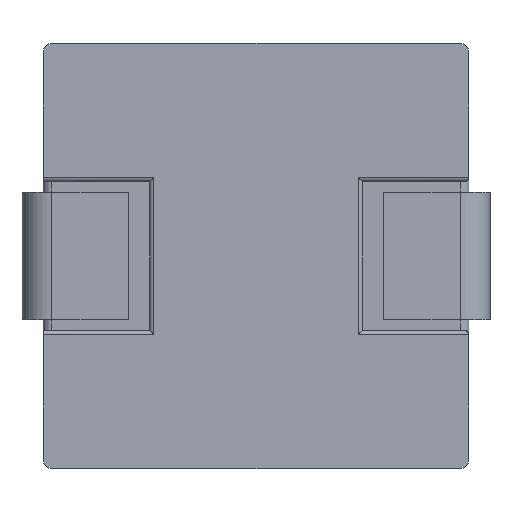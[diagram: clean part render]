
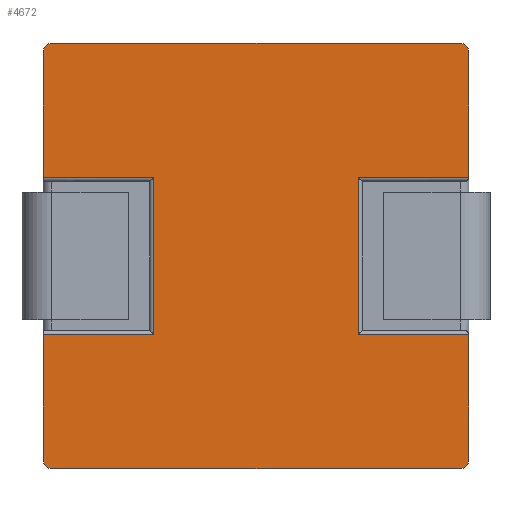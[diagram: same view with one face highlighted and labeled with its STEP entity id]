
A CAD part, front view. The second image highlights one B-rep face of the part: STEP entity #4672.
In plain terms, the highlighted planar face has unit normal (0, -1, 0).
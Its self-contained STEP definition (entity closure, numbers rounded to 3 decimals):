
#39 = CARTESIAN_POINT ( 'NONE',  ( 4.8, 0., -5. ) ) ;
#84 = VERTEX_POINT ( 'NONE', #7757 ) ;
#195 = VERTEX_POINT ( 'NONE', #4163 ) ;
#240 = DIRECTION ( 'NONE',  ( 0., -1., 0. ) ) ;
#241 = EDGE_CURVE ( 'NONE', #6874, #5230, #9891, .T. ) ;
#364 = ORIENTED_EDGE ( 'NONE', *, *, #3092, .T. ) ;
#390 = VECTOR ( 'NONE', #5870, 1000. ) ;
#392 = DIRECTION ( 'NONE',  ( -1., 0., 0. ) ) ;
#589 = VERTEX_POINT ( 'NONE', #5363 ) ;
#609 = DIRECTION ( 'NONE',  ( 0., 0., -1. ) ) ;
#617 = AXIS2_PLACEMENT_3D ( 'NONE', #894, #6446, #1721 ) ;
#894 = CARTESIAN_POINT ( 'NONE',  ( -4.8, 0., -4.8 ) ) ;
#913 = CARTESIAN_POINT ( 'NONE',  ( -5., 0., -5. ) ) ;
#953 = VERTEX_POINT ( 'NONE', #2211 ) ;
#1007 = ORIENTED_EDGE ( 'NONE', *, *, #241, .T. ) ;
#1132 = CARTESIAN_POINT ( 'NONE',  ( -4.8, 0., 4.8 ) ) ;
#1652 = EDGE_CURVE ( 'NONE', #5860, #1971, #3148, .T. ) ;
#1700 = DIRECTION ( 'NONE',  ( 0., 0., -1. ) ) ;
#1721 = DIRECTION ( 'NONE',  ( 0., 0., 1. ) ) ;
#1783 = CARTESIAN_POINT ( 'NONE',  ( 5., 0., 1.85 ) ) ;
#1891 = EDGE_LOOP ( 'NONE', ( #3026, #364, #9992, #4920, #7591, #7264, #7628, #1978, #2836, #9306, #6724, #9809, #5834, #8236, #5946, #1007 ) ) ;
#1913 = CARTESIAN_POINT ( 'NONE',  ( -5., 0., -1.85 ) ) ;
#1959 = DIRECTION ( 'NONE',  ( 0., 0., 1. ) ) ;
#1971 = VERTEX_POINT ( 'NONE', #2377 ) ;
#1978 = ORIENTED_EDGE ( 'NONE', *, *, #7952, .T. ) ;
#2131 = EDGE_CURVE ( 'NONE', #7280, #3333, #7256, .T. ) ;
#2195 = DIRECTION ( 'NONE',  ( 0., 0., -1. ) ) ;
#2211 = CARTESIAN_POINT ( 'NONE',  ( 2.4, 0., -1.85 ) ) ;
#2377 = CARTESIAN_POINT ( 'NONE',  ( -2.4, 0., -1.85 ) ) ;
#2382 = CARTESIAN_POINT ( 'NONE',  ( 0., 0., 1.85 ) ) ;
#2487 = CARTESIAN_POINT ( 'NONE',  ( 2.4, 0., 1.85 ) ) ;
#2696 = CARTESIAN_POINT ( 'NONE',  ( 5., 0., -1.85 ) ) ;
#2774 = LINE ( 'NONE', #6635, #390 ) ;
#2836 = ORIENTED_EDGE ( 'NONE', *, *, #4715, .F. ) ;
#2880 = VECTOR ( 'NONE', #6468, 1000. ) ;
#2893 = EDGE_CURVE ( 'NONE', #4167, #3333, #3927, .T. ) ;
#2940 = CARTESIAN_POINT ( 'NONE',  ( 5., 0., 4.8 ) ) ;
#2941 = CARTESIAN_POINT ( 'NONE',  ( 0., 0., 1.85 ) ) ;
#3026 = ORIENTED_EDGE ( 'NONE', *, *, #5183, .F. ) ;
#3092 = EDGE_CURVE ( 'NONE', #7469, #953, #4034, .T. ) ;
#3130 = DIRECTION ( 'NONE',  ( 0., 0., 1. ) ) ;
#3148 = LINE ( 'NONE', #5275, #6846 ) ;
#3165 = CARTESIAN_POINT ( 'NONE',  ( -4.8, 0., 5. ) ) ;
#3333 = VERTEX_POINT ( 'NONE', #1783 ) ;
#3368 = LINE ( 'NONE', #9619, #7567 ) ;
#3709 = AXIS2_PLACEMENT_3D ( 'NONE', #5004, #240, #5795 ) ;
#3714 = CARTESIAN_POINT ( 'NONE',  ( -5., 0., 4.8 ) ) ;
#3882 = EDGE_CURVE ( 'NONE', #4167, #195, #6979, .T. ) ;
#3927 = LINE ( 'NONE', #9398, #9762 ) ;
#3932 = EDGE_CURVE ( 'NONE', #1971, #5882, #2774, .T. ) ;
#4034 = LINE ( 'NONE', #7774, #6364 ) ;
#4035 = PLANE ( 'NONE',  #4352 ) ;
#4163 = CARTESIAN_POINT ( 'NONE',  ( 4.8, 0., 5. ) ) ;
#4167 = VERTEX_POINT ( 'NONE', #2940 ) ;
#4231 = LINE ( 'NONE', #9902, #7940 ) ;
#4352 = AXIS2_PLACEMENT_3D ( 'NONE', #8744, #9590, #4810 ) ;
#4369 = AXIS2_PLACEMENT_3D ( 'NONE', #1132, #6685, #1959 ) ;
#4441 = DIRECTION ( 'NONE',  ( 1., 0., 0. ) ) ;
#4628 = CARTESIAN_POINT ( 'NONE',  ( -5., 0., 5. ) ) ;
#4672 = ADVANCED_FACE ( 'NONE', ( #9466 ), #4035, .F. ) ;
#4680 = DIRECTION ( 'NONE',  ( 0., -1., 0. ) ) ;
#4715 = EDGE_CURVE ( 'NONE', #9258, #8070, #8711, .T. ) ;
#4810 = DIRECTION ( 'NONE',  ( 0., 0., 1. ) ) ;
#4920 = ORIENTED_EDGE ( 'NONE', *, *, #2131, .T. ) ;
#4996 = VERTEX_POINT ( 'NONE', #3165 ) ;
#5004 = CARTESIAN_POINT ( 'NONE',  ( 4.8, 0., 4.8 ) ) ;
#5183 = EDGE_CURVE ( 'NONE', #7469, #5230, #3368, .T. ) ;
#5230 = VERTEX_POINT ( 'NONE', #8106 ) ;
#5275 = CARTESIAN_POINT ( 'NONE',  ( -2.4, 0., 0. ) ) ;
#5337 = CIRCLE ( 'NONE', #4369, 0.2 ) ;
#5363 = CARTESIAN_POINT ( 'NONE',  ( -5., 0., -4.8 ) ) ;
#5391 = VECTOR ( 'NONE', #4441, 1000. ) ;
#5461 = LINE ( 'NONE', #7878, #9458 ) ;
#5670 = LINE ( 'NONE', #2382, #9665 ) ;
#5795 = DIRECTION ( 'NONE',  ( 0., 0., 1. ) ) ;
#5813 = CARTESIAN_POINT ( 'NONE',  ( -2.4, 0., 1.85 ) ) ;
#5830 = DIRECTION ( 'NONE',  ( 0., 0., 1. ) ) ;
#5834 = ORIENTED_EDGE ( 'NONE', *, *, #8266, .F. ) ;
#5860 = VERTEX_POINT ( 'NONE', #5813 ) ;
#5870 = DIRECTION ( 'NONE',  ( -1., 0., 0. ) ) ;
#5882 = VERTEX_POINT ( 'NONE', #1913 ) ;
#5946 = ORIENTED_EDGE ( 'NONE', *, *, #6075, .F. ) ;
#5957 = LINE ( 'NONE', #4628, #7825 ) ;
#6075 = EDGE_CURVE ( 'NONE', #6874, #84, #4231, .T. ) ;
#6364 = VECTOR ( 'NONE', #8480, 1000. ) ;
#6446 = DIRECTION ( 'NONE',  ( 0., -1., 0. ) ) ;
#6468 = DIRECTION ( 'NONE',  ( 0., 0., 1. ) ) ;
#6635 = CARTESIAN_POINT ( 'NONE',  ( 0., 0., -1.85 ) ) ;
#6637 = CARTESIAN_POINT ( 'NONE',  ( 2.4, 0., 0. ) ) ;
#6685 = DIRECTION ( 'NONE',  ( 0., -1., 0. ) ) ;
#6724 = ORIENTED_EDGE ( 'NONE', *, *, #1652, .T. ) ;
#6846 = VECTOR ( 'NONE', #2195, 1000. ) ;
#6874 = VERTEX_POINT ( 'NONE', #39 ) ;
#6979 = CIRCLE ( 'NONE', #3709, 0.2 ) ;
#7172 = CARTESIAN_POINT ( 'NONE',  ( -5., 0., 1.85 ) ) ;
#7256 = LINE ( 'NONE', #2941, #5391 ) ;
#7264 = ORIENTED_EDGE ( 'NONE', *, *, #3882, .T. ) ;
#7265 = DIRECTION ( 'NONE',  ( 0., 0., 1. ) ) ;
#7280 = VERTEX_POINT ( 'NONE', #2487 ) ;
#7462 = EDGE_CURVE ( 'NONE', #953, #7280, #9357, .T. ) ;
#7469 = VERTEX_POINT ( 'NONE', #2696 ) ;
#7567 = VECTOR ( 'NONE', #1700, 1000. ) ;
#7591 = ORIENTED_EDGE ( 'NONE', *, *, #2893, .F. ) ;
#7628 = ORIENTED_EDGE ( 'NONE', *, *, #8192, .F. ) ;
#7757 = CARTESIAN_POINT ( 'NONE',  ( -4.8, 0., -5. ) ) ;
#7762 = EDGE_CURVE ( 'NONE', #589, #84, #8717, .T. ) ;
#7774 = CARTESIAN_POINT ( 'NONE',  ( 0., 0., -1.85 ) ) ;
#7825 = VECTOR ( 'NONE', #9394, 1000. ) ;
#7878 = CARTESIAN_POINT ( 'NONE',  ( -5., 0., -5. ) ) ;
#7923 = DIRECTION ( 'NONE',  ( 1., 0., 0. ) ) ;
#7940 = VECTOR ( 'NONE', #392, 1000. ) ;
#7952 = EDGE_CURVE ( 'NONE', #4996, #8070, #5337, .T. ) ;
#8070 = VERTEX_POINT ( 'NONE', #3714 ) ;
#8106 = CARTESIAN_POINT ( 'NONE',  ( 5., 0., -4.8 ) ) ;
#8143 = CARTESIAN_POINT ( 'NONE',  ( 4.8, 0., -4.8 ) ) ;
#8192 = EDGE_CURVE ( 'NONE', #4996, #195, #5957, .T. ) ;
#8236 = ORIENTED_EDGE ( 'NONE', *, *, #7762, .T. ) ;
#8266 = EDGE_CURVE ( 'NONE', #589, #5882, #5461, .T. ) ;
#8480 = DIRECTION ( 'NONE',  ( -1., 0., 0. ) ) ;
#8711 = LINE ( 'NONE', #913, #2880 ) ;
#8717 = CIRCLE ( 'NONE', #617, 0.2 ) ;
#8744 = CARTESIAN_POINT ( 'NONE',  ( 0., 0., 0. ) ) ;
#9101 = VECTOR ( 'NONE', #5830, 1000. ) ;
#9258 = VERTEX_POINT ( 'NONE', #7172 ) ;
#9306 = ORIENTED_EDGE ( 'NONE', *, *, #10242, .T. ) ;
#9357 = LINE ( 'NONE', #6637, #9101 ) ;
#9394 = DIRECTION ( 'NONE',  ( 1., 0., 0. ) ) ;
#9398 = CARTESIAN_POINT ( 'NONE',  ( 5., 0., -5. ) ) ;
#9458 = VECTOR ( 'NONE', #3130, 1000. ) ;
#9466 = FACE_OUTER_BOUND ( 'NONE', #1891, .T. ) ;
#9590 = DIRECTION ( 'NONE',  ( 0., 1., 0. ) ) ;
#9619 = CARTESIAN_POINT ( 'NONE',  ( 5., 0., -5. ) ) ;
#9665 = VECTOR ( 'NONE', #7923, 1000. ) ;
#9762 = VECTOR ( 'NONE', #609, 1000. ) ;
#9809 = ORIENTED_EDGE ( 'NONE', *, *, #3932, .T. ) ;
#9891 = CIRCLE ( 'NONE', #10275, 0.2 ) ;
#9902 = CARTESIAN_POINT ( 'NONE',  ( -5., 0., -5. ) ) ;
#9992 = ORIENTED_EDGE ( 'NONE', *, *, #7462, .T. ) ;
#10242 = EDGE_CURVE ( 'NONE', #9258, #5860, #5670, .T. ) ;
#10275 = AXIS2_PLACEMENT_3D ( 'NONE', #8143, #4680, #7265 ) ;
